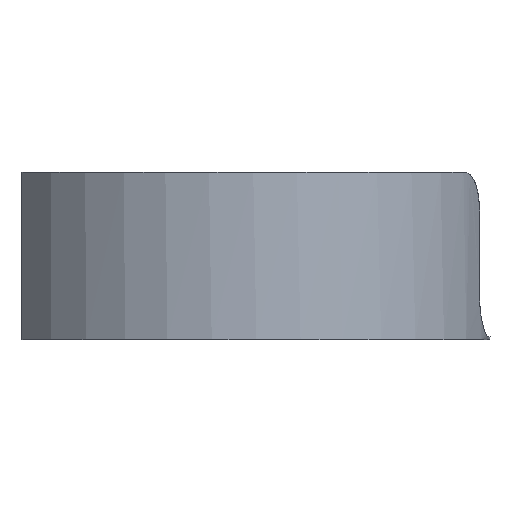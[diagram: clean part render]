
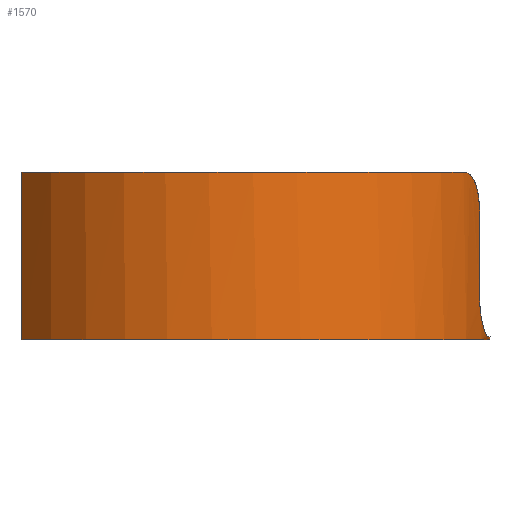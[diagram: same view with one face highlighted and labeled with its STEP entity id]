
A CAD part, left-side view. The second image highlights one B-rep face of the part: STEP entity #1570.
In plain terms, the highlighted cylindrical face has radius 88 mm (diameter 176 mm), a partial arc.
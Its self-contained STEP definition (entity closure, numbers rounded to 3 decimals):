
#57=B_SPLINE_CURVE_WITH_KNOTS('',3,(#2569,#2570,#2571,#2572,#2573,#2574,
#2575,#2576,#2577,#2578,#2579,#2580),.UNSPECIFIED.,.F.,.F.,(4,2,2,2,2,4),
(-2.131,-1.594,-1.057,-0.529,
-0.264,0.),.UNSPECIFIED.);
#61=B_SPLINE_CURVE_WITH_KNOTS('',3,(#2642,#2643,#2644,#2645,#2646,#2647,
#2648,#2649,#2650,#2651,#2652,#2653),.UNSPECIFIED.,.F.,.F.,(4,2,2,2,2,4),
(4.244,4.51,4.775,5.306,5.841,
6.375),.UNSPECIFIED.);
#64=B_SPLINE_CURVE_WITH_KNOTS('',3,(#2699,#2700,#2701,#2702,#2703,#2704,
#2705,#2706,#2707,#2708,#2709,#2710),.UNSPECIFIED.,.F.,.F.,(4,2,2,2,2,4),
(2.292,2.866,3.153,3.44,3.964,
4.487),.UNSPECIFIED.);
#65=B_SPLINE_CURVE_WITH_KNOTS('',3,(#2717,#2718,#2719,#2720,#2721,#2722,
#2723,#2724,#2725,#2726,#2727,#2728,#2729,#2730),.UNSPECIFIED.,.F.,.F.,
(4,2,2,2,2,2,4),(4.475,4.833,5.191,5.566,
5.94,6.351,6.667),.UNSPECIFIED.);
#240=FACE_OUTER_BOUND('',#328,.T.);
#328=EDGE_LOOP('',(#1366,#1367,#1368,#1369,#1370,#1371,#1372,#1373,#1374,
#1375,#1376,#1377));
#444=LINE('',#2636,#579);
#449=LINE('',#2714,#584);
#469=LINE('',#2841,#604);
#470=LINE('',#2842,#605);
#579=VECTOR('',#1971,10.);
#584=VECTOR('',#1986,10.);
#604=VECTOR('',#2066,10.);
#605=VECTOR('',#2067,10.);
#668=CIRCLE('',#1676,88.);
#676=CIRCLE('',#1693,88.);
#677=CIRCLE('',#1694,88.);
#686=CIRCLE('',#1720,88.);
#776=VERTEX_POINT('',#2522);
#777=VERTEX_POINT('',#2524);
#797=VERTEX_POINT('',#2568);
#799=VERTEX_POINT('',#2635);
#800=VERTEX_POINT('',#2640);
#802=VERTEX_POINT('',#2697);
#803=VERTEX_POINT('',#2698);
#804=VERTEX_POINT('',#2716);
#807=VERTEX_POINT('',#2738);
#808=VERTEX_POINT('',#2740);
#819=VERTEX_POINT('',#2838);
#820=VERTEX_POINT('',#2839);
#944=EDGE_CURVE('',#777,#776,#668,.T.);
#967=EDGE_CURVE('',#777,#797,#57,.T.);
#972=EDGE_CURVE('',#799,#797,#444,.T.);
#976=EDGE_CURVE('',#800,#776,#61,.T.);
#979=EDGE_CURVE('',#802,#803,#64,.T.);
#982=EDGE_CURVE('',#800,#803,#449,.T.);
#983=EDGE_CURVE('',#799,#804,#65,.T.);
#988=EDGE_CURVE('',#804,#807,#676,.T.);
#990=EDGE_CURVE('',#808,#802,#677,.T.);
#1018=EDGE_CURVE('',#808,#819,#469,.T.);
#1019=EDGE_CURVE('',#820,#807,#470,.T.);
#1020=EDGE_CURVE('',#819,#820,#686,.T.);
#1366=ORIENTED_EDGE('',*,*,#979,.F.);
#1367=ORIENTED_EDGE('',*,*,#990,.F.);
#1368=ORIENTED_EDGE('',*,*,#1018,.T.);
#1369=ORIENTED_EDGE('',*,*,#1020,.T.);
#1370=ORIENTED_EDGE('',*,*,#1019,.T.);
#1371=ORIENTED_EDGE('',*,*,#988,.F.);
#1372=ORIENTED_EDGE('',*,*,#983,.F.);
#1373=ORIENTED_EDGE('',*,*,#972,.T.);
#1374=ORIENTED_EDGE('',*,*,#967,.F.);
#1375=ORIENTED_EDGE('',*,*,#944,.T.);
#1376=ORIENTED_EDGE('',*,*,#976,.F.);
#1377=ORIENTED_EDGE('',*,*,#982,.T.);
#1510=CYLINDRICAL_SURFACE('',#1719,88.);
#1570=ADVANCED_FACE('',(#240),#1510,.T.);
#1676=AXIS2_PLACEMENT_3D('',#2525,#1936,#1937);
#1693=AXIS2_PLACEMENT_3D('',#2739,#1997,#1998);
#1694=AXIS2_PLACEMENT_3D('',#2742,#2000,#2001);
#1719=AXIS2_PLACEMENT_3D('',#2843,#2068,#2069);
#1720=AXIS2_PLACEMENT_3D('',#2844,#2070,#2071);
#1936=DIRECTION('center_axis',(0.,0.,-1.));
#1937=DIRECTION('ref_axis',(1.,0.,0.));
#1971=DIRECTION('',(0.,0.,-1.));
#1986=DIRECTION('',(0.,0.,1.));
#1997=DIRECTION('center_axis',(0.,0.,1.));
#1998=DIRECTION('ref_axis',(-0.587,0.81,0.));
#2000=DIRECTION('center_axis',(0.,0.,1.));
#2001=DIRECTION('ref_axis',(-0.587,0.81,0.));
#2066=DIRECTION('',(0.,0.,-1.));
#2067=DIRECTION('',(0.,0.,1.));
#2068=DIRECTION('center_axis',(0.,0.,1.));
#2069=DIRECTION('ref_axis',(0.,-1.,0.));
#2070=DIRECTION('center_axis',(0.,0.,1.));
#2071=DIRECTION('ref_axis',(1.,0.,0.));
#2522=CARTESIAN_POINT('',(-11.,-87.31,1.));
#2524=CARTESIAN_POINT('',(11.,-87.31,1.));
#2525=CARTESIAN_POINT('Origin',(0.,0.,1.));
#2568=CARTESIAN_POINT('',(25.,-84.374,15.));
#2569=CARTESIAN_POINT('Ctrl Pts',(11.,-87.31,1.));
#2570=CARTESIAN_POINT('Ctrl Pts',(12.776,-87.086,1.));
#2571=CARTESIAN_POINT('Ctrl Pts',(14.661,-86.788,1.358));
#2572=CARTESIAN_POINT('Ctrl Pts',(18.118,-86.133,2.8));
#2573=CARTESIAN_POINT('Ctrl Pts',(19.692,-85.778,3.884));
#2574=CARTESIAN_POINT('Ctrl Pts',(22.158,-85.174,6.368));
#2575=CARTESIAN_POINT('Ctrl Pts',(23.226,-84.883,7.93));
#2576=CARTESIAN_POINT('Ctrl Pts',(24.292,-84.582,10.506));
#2577=CARTESIAN_POINT('Ctrl Pts',(24.561,-84.503,11.403));
#2578=CARTESIAN_POINT('Ctrl Pts',(24.915,-84.399,13.209));
#2579=CARTESIAN_POINT('Ctrl Pts',(25.,-84.374,14.119));
#2580=CARTESIAN_POINT('Ctrl Pts',(25.,-84.374,15.));
#2635=CARTESIAN_POINT('',(25.,-84.374,43.));
#2636=CARTESIAN_POINT('',(25.,-84.374,0.));
#2640=CARTESIAN_POINT('',(-25.,-84.374,15.));
#2642=CARTESIAN_POINT('Ctrl Pts',(-25.,-84.374,15.));
#2643=CARTESIAN_POINT('Ctrl Pts',(-25.,-84.374,14.115));
#2644=CARTESIAN_POINT('Ctrl Pts',(-24.915,-84.4,13.201));
#2645=CARTESIAN_POINT('Ctrl Pts',(-24.557,-84.504,11.386));
#2646=CARTESIAN_POINT('Ctrl Pts',(-24.285,-84.584,10.486));
#2647=CARTESIAN_POINT('Ctrl Pts',(-23.21,-84.887,7.9));
#2648=CARTESIAN_POINT('Ctrl Pts',(-22.133,-85.181,6.334));
#2649=CARTESIAN_POINT('Ctrl Pts',(-19.658,-85.786,3.859));
#2650=CARTESIAN_POINT('Ctrl Pts',(-18.089,-86.139,2.784));
#2651=CARTESIAN_POINT('Ctrl Pts',(-14.644,-86.791,1.355));
#2652=CARTESIAN_POINT('Ctrl Pts',(-12.768,-87.087,1.));
#2653=CARTESIAN_POINT('Ctrl Pts',(-11.,-87.31,1.));
#2697=CARTESIAN_POINT('',(-39.,-78.886,57.));
#2698=CARTESIAN_POINT('',(-25.,-84.374,43.));
#2699=CARTESIAN_POINT('Ctrl Pts',(-39.,-78.886,57.));
#2700=CARTESIAN_POINT('Ctrl Pts',(-37.285,-79.734,57.));
#2701=CARTESIAN_POINT('Ctrl Pts',(-35.412,-80.583,56.665));
#2702=CARTESIAN_POINT('Ctrl Pts',(-32.779,-81.673,55.578));
#2703=CARTESIAN_POINT('Ctrl Pts',(-31.93,-82.007,55.121));
#2704=CARTESIAN_POINT('Ctrl Pts',(-30.349,-82.605,54.049));
#2705=CARTESIAN_POINT('Ctrl Pts',(-29.618,-82.869,53.433));
#2706=CARTESIAN_POINT('Ctrl Pts',(-27.786,-83.507,51.552));
#2707=CARTESIAN_POINT('Ctrl Pts',(-26.741,-83.842,50.007));
#2708=CARTESIAN_POINT('Ctrl Pts',(-25.347,-84.274,46.603));
#2709=CARTESIAN_POINT('Ctrl Pts',(-25.,-84.374,44.746));
#2710=CARTESIAN_POINT('Ctrl Pts',(-25.,-84.374,43.));
#2714=CARTESIAN_POINT('',(-25.,-84.374,0.));
#2716=CARTESIAN_POINT('',(39.,-78.886,57.));
#2717=CARTESIAN_POINT('Ctrl Pts',(25.,-84.374,43.));
#2718=CARTESIAN_POINT('Ctrl Pts',(25.,-84.374,44.194));
#2719=CARTESIAN_POINT('Ctrl Pts',(25.163,-84.327,45.487));
#2720=CARTESIAN_POINT('Ctrl Pts',(25.847,-84.119,47.966));
#2721=CARTESIAN_POINT('Ctrl Pts',(26.369,-83.959,49.151));
#2722=CARTESIAN_POINT('Ctrl Pts',(27.602,-83.562,51.222));
#2723=CARTESIAN_POINT('Ctrl Pts',(28.428,-83.288,52.271));
#2724=CARTESIAN_POINT('Ctrl Pts',(30.327,-82.615,54.067));
#2725=CARTESIAN_POINT('Ctrl Pts',(31.397,-82.216,54.815));
#2726=CARTESIAN_POINT('Ctrl Pts',(33.578,-81.351,55.972));
#2727=CARTESIAN_POINT('Ctrl Pts',(34.803,-80.837,56.418));
#2728=CARTESIAN_POINT('Ctrl Pts',(37.029,-79.837,56.896));
#2729=CARTESIAN_POINT('Ctrl Pts',(38.018,-79.372,57.));
#2730=CARTESIAN_POINT('Ctrl Pts',(39.,-78.886,57.));
#2738=CARTESIAN_POINT('',(51.647,71.25,57.));
#2739=CARTESIAN_POINT('Origin',(0.,0.,57.));
#2740=CARTESIAN_POINT('',(-51.647,71.25,57.));
#2742=CARTESIAN_POINT('Origin',(0.,0.,57.));
#2838=CARTESIAN_POINT('',(-51.647,71.25,0.));
#2839=CARTESIAN_POINT('',(51.647,71.25,0.));
#2841=CARTESIAN_POINT('',(-51.647,71.25,0.));
#2842=CARTESIAN_POINT('',(51.647,71.25,0.));
#2843=CARTESIAN_POINT('Origin',(0.,0.,0.));
#2844=CARTESIAN_POINT('Origin',(0.,0.,0.));
